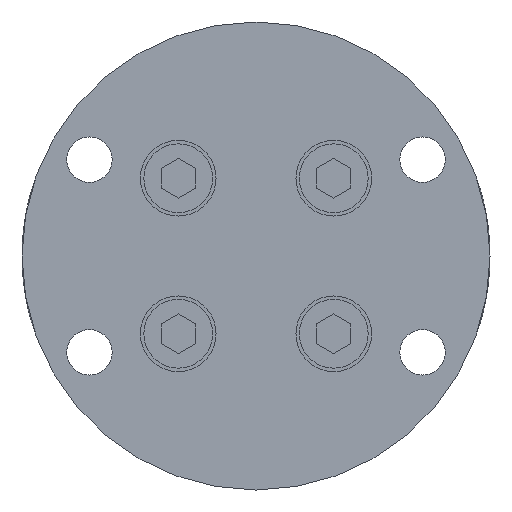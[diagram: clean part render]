
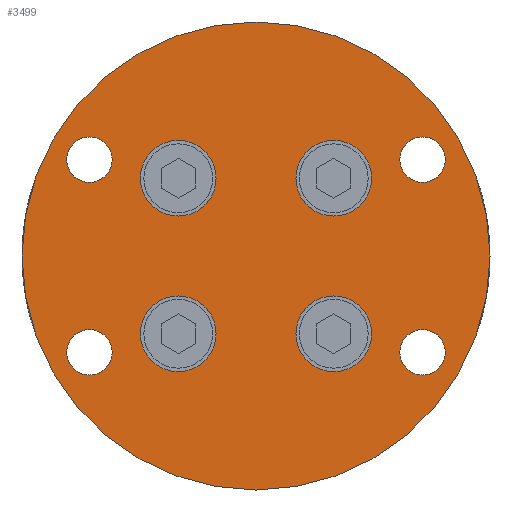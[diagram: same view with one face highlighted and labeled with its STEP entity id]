
A CAD part, left-side view. The second image highlights one B-rep face of the part: STEP entity #3499.
In plain terms, the highlighted planar face has unit normal (-1, 0, 0).
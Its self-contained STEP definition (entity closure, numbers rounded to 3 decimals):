
#854=CARTESIAN_POINT('',(0.,0.,0.));
#855=DIRECTION('',(-1.,0.,0.));
#856=DIRECTION('',(0.,1.,0.));
#857=AXIS2_PLACEMENT_3D('',#854,#855,#856);
#862=CARTESIAN_POINT('',(0.,0.,0.));
#863=DIRECTION('',(1.,0.,0.));
#864=DIRECTION('',(0.,1.,0.));
#865=AXIS2_PLACEMENT_3D('',#862,#863,#864);
#870=CARTESIAN_POINT('',(0.,24.2,-14.));
#871=DIRECTION('',(1.,0.,0.));
#872=DIRECTION('',(0.,1.,0.));
#873=AXIS2_PLACEMENT_3D('',#870,#871,#872);
#878=CARTESIAN_POINT('',(0.,24.2,-14.));
#879=DIRECTION('',(1.,0.,0.));
#880=DIRECTION('',(0.,-1.,0.));
#881=AXIS2_PLACEMENT_3D('',#878,#879,#880);
#886=CARTESIAN_POINT('',(0.,24.2,14.));
#887=DIRECTION('',(1.,0.,0.));
#888=DIRECTION('',(0.,1.,0.));
#889=AXIS2_PLACEMENT_3D('',#886,#887,#888);
#894=CARTESIAN_POINT('',(0.,24.2,14.));
#895=DIRECTION('',(1.,0.,0.));
#896=DIRECTION('',(0.,-1.,0.));
#897=AXIS2_PLACEMENT_3D('',#894,#895,#896);
#902=CARTESIAN_POINT('',(0.,-24.2,-14.));
#903=DIRECTION('',(1.,0.,0.));
#904=DIRECTION('',(0.,1.,0.));
#905=AXIS2_PLACEMENT_3D('',#902,#903,#904);
#910=CARTESIAN_POINT('',(0.,-24.2,-14.));
#911=DIRECTION('',(1.,0.,0.));
#912=DIRECTION('',(0.,-1.,0.));
#913=AXIS2_PLACEMENT_3D('',#910,#911,#912);
#918=CARTESIAN_POINT('',(0.,-24.2,14.));
#919=DIRECTION('',(1.,0.,0.));
#920=DIRECTION('',(0.,1.,0.));
#921=AXIS2_PLACEMENT_3D('',#918,#919,#920);
#926=CARTESIAN_POINT('',(0.,-24.2,14.));
#927=DIRECTION('',(1.,0.,0.));
#928=DIRECTION('',(0.,-1.,0.));
#929=AXIS2_PLACEMENT_3D('',#926,#927,#928);
#934=CARTESIAN_POINT('',(0.,11.3,-11.3));
#935=DIRECTION('',(-1.,0.,0.));
#936=DIRECTION('',(0.,1.,0.));
#937=AXIS2_PLACEMENT_3D('',#934,#935,#936);
#942=CARTESIAN_POINT('',(0.,11.3,-11.3));
#943=DIRECTION('',(-1.,0.,0.));
#944=DIRECTION('',(0.,-1.,0.));
#945=AXIS2_PLACEMENT_3D('',#942,#943,#944);
#950=CARTESIAN_POINT('',(0.,11.3,11.3));
#951=DIRECTION('',(-1.,0.,0.));
#952=DIRECTION('',(0.,1.,0.));
#953=AXIS2_PLACEMENT_3D('',#950,#951,#952);
#958=CARTESIAN_POINT('',(0.,11.3,11.3));
#959=DIRECTION('',(-1.,0.,0.));
#960=DIRECTION('',(0.,-1.,0.));
#961=AXIS2_PLACEMENT_3D('',#958,#959,#960);
#966=CARTESIAN_POINT('',(0.,-11.3,-11.3));
#967=DIRECTION('',(-1.,0.,0.));
#968=DIRECTION('',(0.,1.,0.));
#969=AXIS2_PLACEMENT_3D('',#966,#967,#968);
#974=CARTESIAN_POINT('',(0.,-11.3,-11.3));
#975=DIRECTION('',(-1.,0.,0.));
#976=DIRECTION('',(0.,-1.,0.));
#977=AXIS2_PLACEMENT_3D('',#974,#975,#976);
#982=CARTESIAN_POINT('',(0.,-11.3,11.3));
#983=DIRECTION('',(-1.,0.,0.));
#984=DIRECTION('',(0.,1.,0.));
#985=AXIS2_PLACEMENT_3D('',#982,#983,#984);
#990=CARTESIAN_POINT('',(0.,-11.3,11.3));
#991=DIRECTION('',(-1.,0.,0.));
#992=DIRECTION('',(0.,-1.,0.));
#993=AXIS2_PLACEMENT_3D('',#990,#991,#992);
#2571=CARTESIAN_POINT('',(0.,34.,0.));
#2572=CARTESIAN_POINT('',(0.,-34.,0.));
#2573=VERTEX_POINT('',#2571);
#2574=VERTEX_POINT('',#2572);
#2579=CARTESIAN_POINT('',(0.,27.5,-14.));
#2580=CARTESIAN_POINT('',(0.,20.9,-14.));
#2581=VERTEX_POINT('',#2579);
#2582=VERTEX_POINT('',#2580);
#2583=CARTESIAN_POINT('',(0.,27.5,14.));
#2585=VERTEX_POINT('',#2583);
#2587=CARTESIAN_POINT('',(0.,20.9,14.));
#2589=VERTEX_POINT('',#2587);
#2591=CARTESIAN_POINT('',(0.,-20.9,-14.));
#2593=VERTEX_POINT('',#2591);
#2595=CARTESIAN_POINT('',(0.,-27.5,-14.));
#2597=VERTEX_POINT('',#2595);
#2599=CARTESIAN_POINT('',(0.,-20.9,14.));
#2601=VERTEX_POINT('',#2599);
#2603=CARTESIAN_POINT('',(0.,-27.5,14.));
#2605=VERTEX_POINT('',#2603);
#2635=CARTESIAN_POINT('',(0.,16.8,-11.3));
#2636=CARTESIAN_POINT('',(0.,5.8,-11.3));
#2637=VERTEX_POINT('',#2635);
#2638=VERTEX_POINT('',#2636);
#2643=CARTESIAN_POINT('',(0.,16.8,11.3));
#2644=VERTEX_POINT('',#2643);
#2645=CARTESIAN_POINT('',(0.,5.8,11.3));
#2646=VERTEX_POINT('',#2645);
#2651=CARTESIAN_POINT('',(0.,-5.8,-11.3));
#2652=VERTEX_POINT('',#2651);
#2653=CARTESIAN_POINT('',(0.,-16.8,-11.3));
#2654=VERTEX_POINT('',#2653);
#2659=CARTESIAN_POINT('',(0.,-5.8,11.3));
#2660=VERTEX_POINT('',#2659);
#2661=CARTESIAN_POINT('',(0.,-16.8,11.3));
#2662=VERTEX_POINT('',#2661);
#3442=CARTESIAN_POINT('',(0.,0.,0.));
#3443=DIRECTION('',(1.,0.,0.));
#3444=DIRECTION('',(0.,-1.,0.));
#3445=AXIS2_PLACEMENT_3D('',#3442,#3443,#3444);
#3446=PLANE('',#3445);
#3447=ORIENTED_EDGE('',*,*,#3426,.F.);
#3448=ORIENTED_EDGE('',*,*,#3051,.T.);
#3449=EDGE_LOOP('',(#3447,#3448));
#3450=FACE_OUTER_BOUND('',#3449,.F.);
#3452=ORIENTED_EDGE('',*,*,#3451,.F.);
#3454=ORIENTED_EDGE('',*,*,#3453,.F.);
#3455=EDGE_LOOP('',(#3452,#3454));
#3456=FACE_BOUND('',#3455,.F.);
#3458=ORIENTED_EDGE('',*,*,#3457,.F.);
#3460=ORIENTED_EDGE('',*,*,#3459,.F.);
#3461=EDGE_LOOP('',(#3458,#3460));
#3462=FACE_BOUND('',#3461,.F.);
#3464=ORIENTED_EDGE('',*,*,#3463,.F.);
#3466=ORIENTED_EDGE('',*,*,#3465,.F.);
#3467=EDGE_LOOP('',(#3464,#3466));
#3468=FACE_BOUND('',#3467,.F.);
#3470=ORIENTED_EDGE('',*,*,#3469,.F.);
#3472=ORIENTED_EDGE('',*,*,#3471,.F.);
#3473=EDGE_LOOP('',(#3470,#3472));
#3474=FACE_BOUND('',#3473,.F.);
#3476=ORIENTED_EDGE('',*,*,#3475,.T.);
#3478=ORIENTED_EDGE('',*,*,#3477,.T.);
#3479=EDGE_LOOP('',(#3476,#3478));
#3480=FACE_BOUND('',#3479,.F.);
#3482=ORIENTED_EDGE('',*,*,#3481,.T.);
#3484=ORIENTED_EDGE('',*,*,#3483,.T.);
#3485=EDGE_LOOP('',(#3482,#3484));
#3486=FACE_BOUND('',#3485,.F.);
#3488=ORIENTED_EDGE('',*,*,#3487,.T.);
#3490=ORIENTED_EDGE('',*,*,#3489,.T.);
#3491=EDGE_LOOP('',(#3488,#3490));
#3492=FACE_BOUND('',#3491,.F.);
#3494=ORIENTED_EDGE('',*,*,#3493,.T.);
#3496=ORIENTED_EDGE('',*,*,#3495,.T.);
#3497=EDGE_LOOP('',(#3494,#3496));
#3498=FACE_BOUND('',#3497,.F.);
#858=CIRCLE('',#857,34.);
#866=CIRCLE('',#865,34.);
#874=CIRCLE('',#873,3.3);
#882=CIRCLE('',#881,3.3);
#890=CIRCLE('',#889,3.3);
#898=CIRCLE('',#897,3.3);
#906=CIRCLE('',#905,3.3);
#914=CIRCLE('',#913,3.3);
#922=CIRCLE('',#921,3.3);
#930=CIRCLE('',#929,3.3);
#938=CIRCLE('',#937,5.5);
#946=CIRCLE('',#945,5.5);
#954=CIRCLE('',#953,5.5);
#962=CIRCLE('',#961,5.5);
#970=CIRCLE('',#969,5.5);
#978=CIRCLE('',#977,5.5);
#986=CIRCLE('',#985,5.5);
#994=CIRCLE('',#993,5.5);
#3051=EDGE_CURVE('',#2573,#2574,#866,.T.);
#3426=EDGE_CURVE('',#2573,#2574,#858,.T.);
#3451=EDGE_CURVE('',#2581,#2582,#874,.T.);
#3453=EDGE_CURVE('',#2582,#2581,#882,.T.);
#3457=EDGE_CURVE('',#2585,#2589,#890,.T.);
#3459=EDGE_CURVE('',#2589,#2585,#898,.T.);
#3463=EDGE_CURVE('',#2593,#2597,#906,.T.);
#3465=EDGE_CURVE('',#2597,#2593,#914,.T.);
#3469=EDGE_CURVE('',#2601,#2605,#922,.T.);
#3471=EDGE_CURVE('',#2605,#2601,#930,.T.);
#3475=EDGE_CURVE('',#2637,#2638,#938,.T.);
#3477=EDGE_CURVE('',#2638,#2637,#946,.T.);
#3481=EDGE_CURVE('',#2644,#2646,#954,.T.);
#3483=EDGE_CURVE('',#2646,#2644,#962,.T.);
#3487=EDGE_CURVE('',#2652,#2654,#970,.T.);
#3489=EDGE_CURVE('',#2654,#2652,#978,.T.);
#3493=EDGE_CURVE('',#2660,#2662,#986,.T.);
#3495=EDGE_CURVE('',#2662,#2660,#994,.T.);
#3499=ADVANCED_FACE('',(#3450,#3456,#3462,#3468,#3474,#3480,#3486,#3492,#3498),
#3446,.F.);
